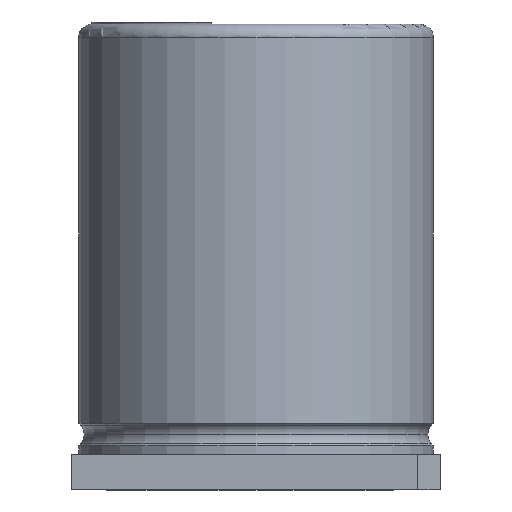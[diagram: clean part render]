
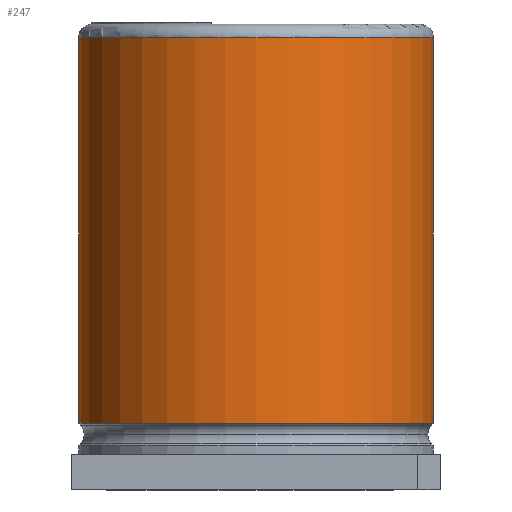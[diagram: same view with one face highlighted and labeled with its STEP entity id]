
A CAD part, front view. The second image highlights one B-rep face of the part: STEP entity #247.
In plain terms, the highlighted cylindrical face has radius 4 mm (diameter 8 mm), a partial arc.
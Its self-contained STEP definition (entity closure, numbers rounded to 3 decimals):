
#141 = VERTEX_POINT('',#142);
#142 = CARTESIAN_POINT('',(4.,0.,10.25));
#143 = VERTEX_POINT('',#144);
#144 = CARTESIAN_POINT('',(-4.,0.,10.25));
#184 = EDGE_CURVE('',#143,#141,#185,.T.);
#185 = CIRCLE('',#186,4.);
#186 = AXIS2_PLACEMENT_3D('',#187,#188,#189);
#187 = CARTESIAN_POINT('',(0.,0.,10.25)
  );
#188 = DIRECTION('',(0.,0.,1.));
#189 = DIRECTION('',(1.,0.,0.));
#220 = VERTEX_POINT('',#221);
#221 = CARTESIAN_POINT('',(4.,0.,1.55));
#222 = VERTEX_POINT('',#223);
#223 = CARTESIAN_POINT('',(-4.,0.,1.55));
#230 = EDGE_CURVE('',#222,#143,#231,.T.);
#231 = LINE('',#232,#233);
#232 = CARTESIAN_POINT('',(-4.,0.,21.05));
#233 = VECTOR('',#234,1.);
#234 = DIRECTION('',(0.,0.,1.));
#237 = EDGE_CURVE('',#220,#141,#238,.T.);
#238 = LINE('',#239,#240);
#239 = CARTESIAN_POINT('',(4.,0.,21.05));
#240 = VECTOR('',#241,1.);
#241 = DIRECTION('',(0.,0.,1.));
#247 = ADVANCED_FACE('',(#248),#260,.T.);
#248 = FACE_BOUND('',#249,.T.);
#249 = EDGE_LOOP('',(#250,#251,#258,#259));
#250 = ORIENTED_EDGE('',*,*,#230,.F.);
#251 = ORIENTED_EDGE('',*,*,#252,.T.);
#252 = EDGE_CURVE('',#222,#220,#253,.T.);
#253 = CIRCLE('',#254,4.);
#254 = AXIS2_PLACEMENT_3D('',#255,#256,#257);
#255 = CARTESIAN_POINT('',(0.,0.,1.55));
#256 = DIRECTION('',(0.,0.,1.));
#257 = DIRECTION('',(1.,0.,0.));
#258 = ORIENTED_EDGE('',*,*,#237,.T.);
#259 = ORIENTED_EDGE('',*,*,#184,.F.);
#260 = CYLINDRICAL_SURFACE('',#261,4.);
#261 = AXIS2_PLACEMENT_3D('',#262,#263,#264);
#262 = CARTESIAN_POINT('',(0.,0.,21.05)
  );
#263 = DIRECTION('',(0.,0.,1.));
#264 = DIRECTION('',(1.,0.,0.));
